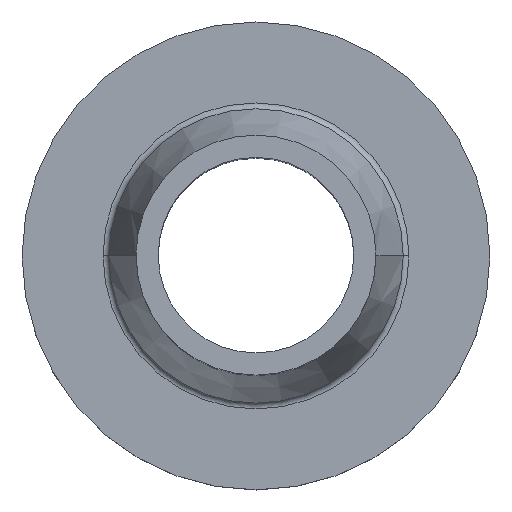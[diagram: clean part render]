
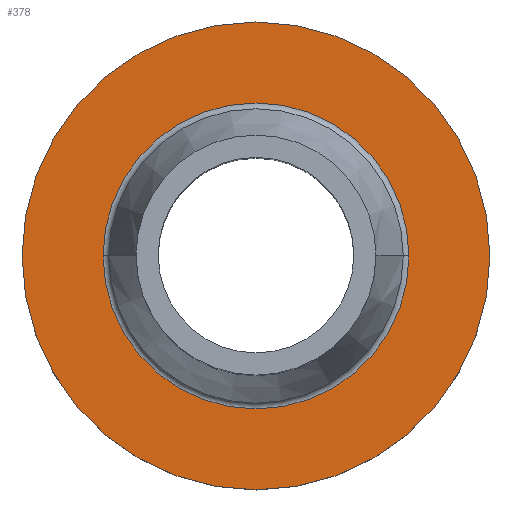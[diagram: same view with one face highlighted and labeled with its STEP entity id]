
A CAD part, top view. The second image highlights one B-rep face of the part: STEP entity #378.
In plain terms, the highlighted planar face has unit normal (0, 0, 1).
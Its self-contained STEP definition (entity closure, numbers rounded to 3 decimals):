
#1 = ORIENTED_EDGE ( 'NONE', *, *, #205, .T. ) ;
#20 = ORIENTED_EDGE ( 'NONE', *, *, #272, .F. ) ;
#21 = AXIS2_PLACEMENT_3D ( 'NONE', #161, #48, #263 ) ;
#33 = EDGE_LOOP ( 'NONE', ( #1, #215 ) ) ;
#34 = DIRECTION ( 'NONE',  ( -1., 0., 0. ) ) ;
#48 = DIRECTION ( 'NONE',  ( 0., 0., -1. ) ) ;
#67 = VERTEX_POINT ( 'NONE', #192 ) ;
#93 = CIRCLE ( 'NONE', #318, 39. ) ;
#97 = EDGE_CURVE ( 'NONE', #305, #137, #100, .T. ) ;
#98 = CARTESIAN_POINT ( 'NONE',  ( 0., 0., 11. ) ) ;
#100 = CIRCLE ( 'NONE', #21, 25.5 ) ;
#104 = EDGE_LOOP ( 'NONE', ( #357, #20 ) ) ;
#112 = DIRECTION ( 'NONE',  ( 0., 0., -1. ) ) ;
#114 = CARTESIAN_POINT ( 'NONE',  ( 0., 39., 11. ) ) ;
#137 = VERTEX_POINT ( 'NONE', #209 ) ;
#149 = CARTESIAN_POINT ( 'NONE',  ( 0., 0., 11. ) ) ;
#161 = CARTESIAN_POINT ( 'NONE',  ( 0., 0., 11. ) ) ;
#175 = CARTESIAN_POINT ( 'NONE',  ( 0., 0., 11. ) ) ;
#178 = AXIS2_PLACEMENT_3D ( 'NONE', #175, #317, #348 ) ;
#184 = FACE_BOUND ( 'NONE', #33, .T. ) ;
#186 = FACE_OUTER_BOUND ( 'NONE', #104, .T. ) ;
#191 = VERTEX_POINT ( 'NONE', #355 ) ;
#192 = CARTESIAN_POINT ( 'NONE',  ( 39., 0., 11. ) ) ;
#196 = AXIS2_PLACEMENT_3D ( 'NONE', #98, #244, #350 ) ;
#205 = EDGE_CURVE ( 'NONE', #137, #305, #245, .T. ) ;
#209 = CARTESIAN_POINT ( 'NONE',  ( -25.5, 0., 11. ) ) ;
#215 = ORIENTED_EDGE ( 'NONE', *, *, #97, .T. ) ;
#244 = DIRECTION ( 'NONE',  ( 0., 0., -1. ) ) ;
#245 = CIRCLE ( 'NONE', #178, 25.5 ) ;
#251 = CARTESIAN_POINT ( 'NONE',  ( 25.5, 0., 11. ) ) ;
#263 = DIRECTION ( 'NONE',  ( -1., 0., 0. ) ) ;
#270 = CIRCLE ( 'NONE', #196, 39. ) ;
#272 = EDGE_CURVE ( 'NONE', #67, #191, #270, .T. ) ;
#298 = DIRECTION ( 'NONE',  ( 0., 0., 1. ) ) ;
#305 = VERTEX_POINT ( 'NONE', #251 ) ;
#317 = DIRECTION ( 'NONE',  ( 0., 0., -1. ) ) ;
#318 = AXIS2_PLACEMENT_3D ( 'NONE', #149, #112, #34 ) ;
#322 = DIRECTION ( 'NONE',  ( 1., 0., 0. ) ) ;
#335 = EDGE_CURVE ( 'NONE', #191, #67, #93, .T. ) ;
#348 = DIRECTION ( 'NONE',  ( -1., 0., 0. ) ) ;
#350 = DIRECTION ( 'NONE',  ( -1., 0., 0. ) ) ;
#355 = CARTESIAN_POINT ( 'NONE',  ( -39., 0., 11. ) ) ;
#357 = ORIENTED_EDGE ( 'NONE', *, *, #335, .F. ) ;
#361 = PLANE ( 'NONE',  #405 ) ;
#378 = ADVANCED_FACE ( 'NONE', ( #184, #186 ), #361, .T. ) ;
#405 = AXIS2_PLACEMENT_3D ( 'NONE', #114, #298, #322 ) ;
